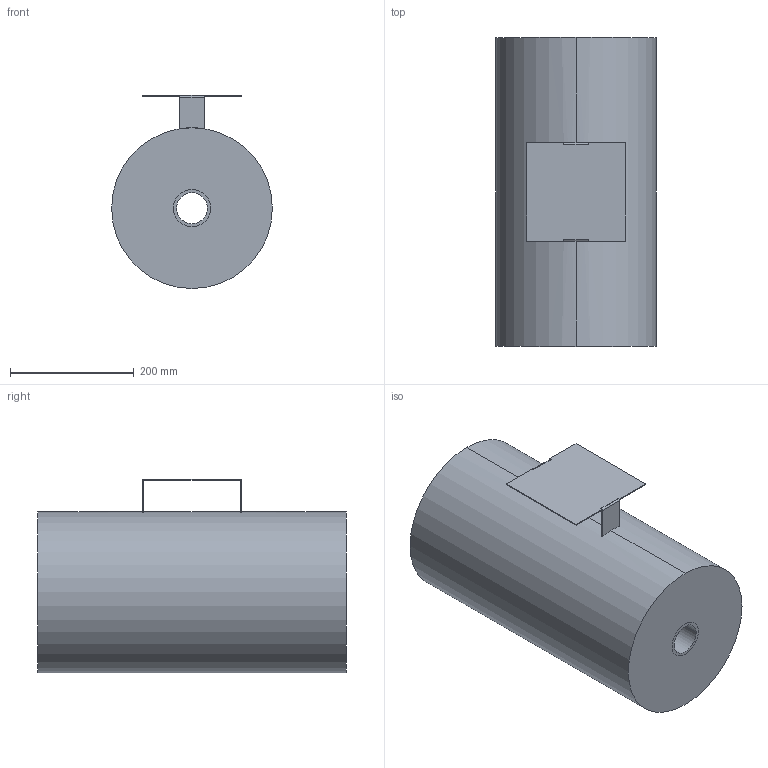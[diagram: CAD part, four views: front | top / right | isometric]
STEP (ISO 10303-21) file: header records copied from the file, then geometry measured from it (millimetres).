
FILE_DESCRIPTION((''),'2;1');
FILE_NAME('GEISOLEERDE_BUIS_ASM','2009-11-20T',('gstouthuysen'),(''),'PRO/ENGINEER BY PARAMETRIC TECHNOLOGY CORPORATION, 2008310','PRO/ENGINEER BY PARAMETRIC TECHNOLOGY CORPORATION, 2008310','');
FILE_SCHEMA(('CONFIG_CONTROL_DESIGN'));
Length unit declared in the file: millimetre
Products named in the file (4): BUIS; STEUN; ISOLATIE; GEISOLEERDE_BUIS_ASM
Assembly tree (3 placements, depth 2):
  GEISOLEERDE_BUIS_ASM
    BUIS
    STEUN
    ISOLATIE
Bounding box: 260.3 x 500 x 312.71 mm (x, y, z)
Volume: 25658645.5 mm3; surface area: 873993.9 mm2
Topology: 3 solids, 3 shells, 54 faces, 140 edges, 88 vertices
Faces by surface type: plane 40, cylinder 14
Entity records: 1772 total; most frequent: DIRECTION 314, CARTESIAN_POINT 289, ORIENTED_EDGE 280, EDGE_CURVE 140, AXIS2_PLACEMENT_3D 113, VECTOR 88, LINE 88, VERTEX_POINT 88
